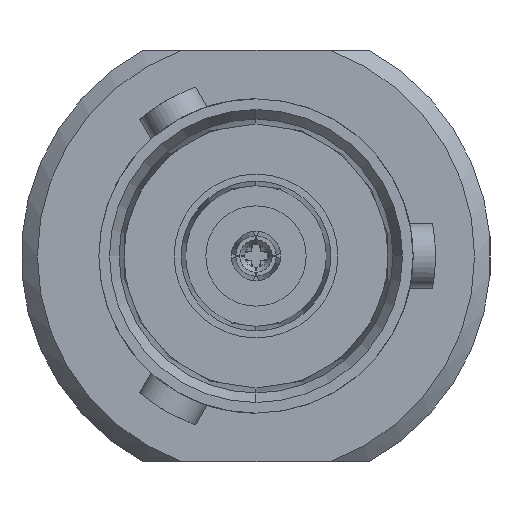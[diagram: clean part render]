
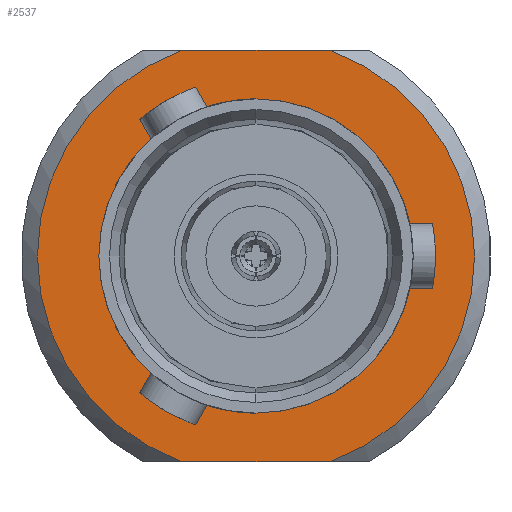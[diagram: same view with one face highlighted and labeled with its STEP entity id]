
A CAD part, left-side view. The second image highlights one B-rep face of the part: STEP entity #2537.
In plain terms, the highlighted face is planar.
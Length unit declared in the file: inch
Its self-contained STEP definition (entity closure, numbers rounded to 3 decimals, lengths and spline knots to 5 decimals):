
#132 = CARTESIAN_POINT ( 'NONE',  ( -0.45276, 0., -0.191 ) ) ;
#341 = EDGE_CURVE ( 'NONE', #4343, #2667, #4577, .T. ) ;
#449 = DIRECTION ( 'NONE',  ( 0., 0., -1. ) ) ;
#463 = EDGE_CURVE ( 'NONE', #559, #4167, #2415, .T. ) ;
#551 = DIRECTION ( 'NONE',  ( 1., 0., 0. ) ) ;
#559 = VERTEX_POINT ( 'NONE', #1913 ) ;
#611 = DIRECTION ( 'NONE',  ( 0., 0., 1. ) ) ;
#613 = CIRCLE ( 'NONE', #3349, 0.26575 ) ;
#772 = ORIENTED_EDGE ( 'NONE', *, *, #3235, .T. ) ;
#831 = CARTESIAN_POINT ( 'NONE',  ( -0.45276, 0., 0. ) ) ;
#948 = ORIENTED_EDGE ( 'NONE', *, *, #3163, .T. ) ;
#964 = DIRECTION ( 'NONE',  ( 1., 0., 0. ) ) ;
#1099 = VECTOR ( 'NONE', #4631, 39.37008 ) ;
#1239 = CARTESIAN_POINT ( 'NONE',  ( -0.45276, 0., 0. ) ) ;
#1302 = ORIENTED_EDGE ( 'NONE', *, *, #463, .T. ) ;
#1304 = CARTESIAN_POINT ( 'NONE',  ( -0.45276, -0.09012, -0.25 ) ) ;
#1415 = AXIS2_PLACEMENT_3D ( 'NONE', #4517, #551, #3793 ) ;
#1426 = CARTESIAN_POINT ( 'NONE',  ( -0.45276, 0.26575, 0. ) ) ;
#1494 = AXIS2_PLACEMENT_3D ( 'NONE', #1760, #2205, #3360 ) ;
#1699 = EDGE_CURVE ( 'NONE', #2667, #4343, #3500, .T. ) ;
#1760 = CARTESIAN_POINT ( 'NONE',  ( -0.45276, 0., 0. ) ) ;
#1873 = CARTESIAN_POINT ( 'NONE',  ( -0.45276, 0., 0.191 ) ) ;
#1913 = CARTESIAN_POINT ( 'NONE',  ( -0.45276, -0.09012, 0.25 ) ) ;
#2008 = AXIS2_PLACEMENT_3D ( 'NONE', #1239, #964, #3225 ) ;
#2120 = ORIENTED_EDGE ( 'NONE', *, *, #341, .F. ) ;
#2205 = DIRECTION ( 'NONE',  ( 1., 0., 0. ) ) ;
#2403 = CARTESIAN_POINT ( 'NONE',  ( -0.45276, 0.09012, -0.25 ) ) ;
#2412 = DIRECTION ( 'NONE',  ( 1., 0., 0. ) ) ;
#2415 = CIRCLE ( 'NONE', #1415, 0.26575 ) ;
#2537 = ADVANCED_FACE ( 'NONE', ( #2946, #3744 ), #4609, .F. ) ;
#2551 = DIRECTION ( 'NONE',  ( -1., 0., 0. ) ) ;
#2598 = EDGE_LOOP ( 'NONE', ( #1302, #772, #3382, #948 ) ) ;
#2648 = LINE ( 'NONE', #3537, #2846 ) ;
#2667 = VERTEX_POINT ( 'NONE', #1873 ) ;
#2672 = AXIS2_PLACEMENT_3D ( 'NONE', #1426, #2551, #611 ) ;
#2846 = VECTOR ( 'NONE', #5069, 39.37008 ) ;
#2945 = EDGE_CURVE ( 'NONE', #4300, #2977, #613, .T. ) ;
#2946 = FACE_BOUND ( 'NONE', #3454, .T. ) ;
#2977 = VERTEX_POINT ( 'NONE', #4545 ) ;
#3044 = LINE ( 'NONE', #3509, #1099 ) ;
#3163 = EDGE_CURVE ( 'NONE', #2977, #559, #2648, .T. ) ;
#3225 = DIRECTION ( 'NONE',  ( 0., 0., -1. ) ) ;
#3235 = EDGE_CURVE ( 'NONE', #4167, #4300, #3044, .T. ) ;
#3349 = AXIS2_PLACEMENT_3D ( 'NONE', #831, #2412, #449 ) ;
#3360 = DIRECTION ( 'NONE',  ( 0., 0., -1. ) ) ;
#3382 = ORIENTED_EDGE ( 'NONE', *, *, #2945, .T. ) ;
#3454 = EDGE_LOOP ( 'NONE', ( #2120, #4583 ) ) ;
#3500 = CIRCLE ( 'NONE', #2008, 0.191 ) ;
#3509 = CARTESIAN_POINT ( 'NONE',  ( -0.45276, 0.26575, -0.25 ) ) ;
#3537 = CARTESIAN_POINT ( 'NONE',  ( -0.45276, 0.26575, 0.25 ) ) ;
#3744 = FACE_OUTER_BOUND ( 'NONE', #2598, .T. ) ;
#3793 = DIRECTION ( 'NONE',  ( 0., 0., -1. ) ) ;
#4167 = VERTEX_POINT ( 'NONE', #1304 ) ;
#4300 = VERTEX_POINT ( 'NONE', #2403 ) ;
#4343 = VERTEX_POINT ( 'NONE', #132 ) ;
#4517 = CARTESIAN_POINT ( 'NONE',  ( -0.45276, 0., 0. ) ) ;
#4545 = CARTESIAN_POINT ( 'NONE',  ( -0.45276, 0.09012, 0.25 ) ) ;
#4577 = CIRCLE ( 'NONE', #1494, 0.191 ) ;
#4583 = ORIENTED_EDGE ( 'NONE', *, *, #1699, .F. ) ;
#4609 = PLANE ( 'NONE',  #2672 ) ;
#4631 = DIRECTION ( 'NONE',  ( 0., 1., 0. ) ) ;
#5069 = DIRECTION ( 'NONE',  ( 0., -1., 0. ) ) ;
